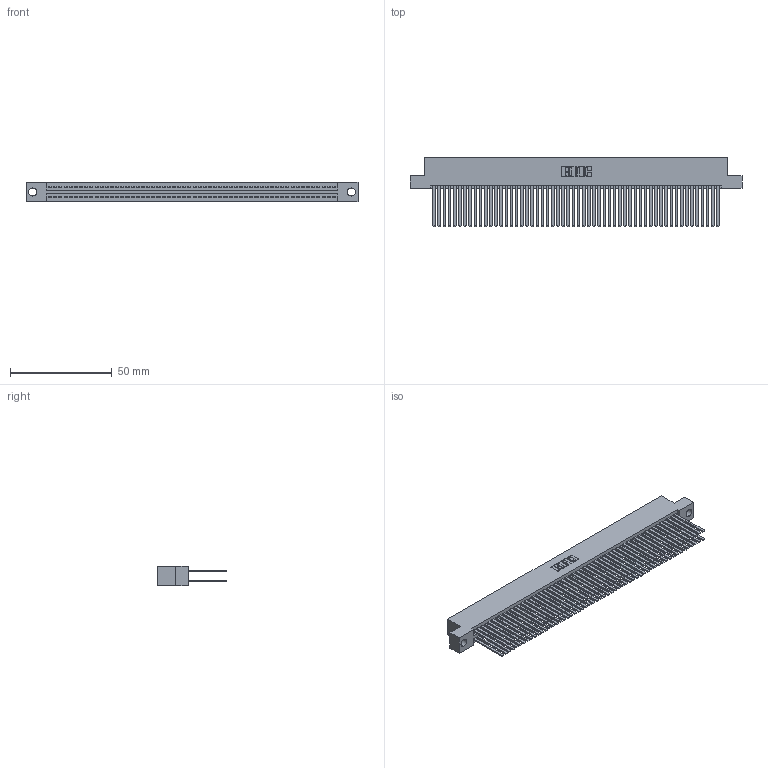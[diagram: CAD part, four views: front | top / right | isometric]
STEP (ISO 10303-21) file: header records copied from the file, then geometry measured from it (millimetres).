
FILE_DESCRIPTION (( 'STEP AP203' ), '1' );
FILE_NAME ('395-112-544-204.STEP', '2021-06-17T18:21:57', ( '' ), ( '' ), 'SwSTEP 2.0', 'SolidWorks 2020', '' );
FILE_SCHEMA (( 'CONFIG_CONTROL_DESIGN' ));
Length unit declared in the file: inch
Products named in the file (3): 345-292-001_345-293-144; 395-112-544-204; 345 Part_Flush Mounting Lugs - 0.156 Dia-TI
Assembly tree (113 placements, depth 2):
  395-112-544-204
    345 Part_Flush Mounting Lugs - 0.156 Dia-TI
    345-292-001_345-293-144  x112
Bounding box: 163.45 x 33.96 x 9.4 mm (x, y, z)
Volume: 17471.6 mm3; surface area: 30550.4 mm2
Topology: 113 solids, 113 shells, 5068 faces, 15049 edges, 9882 vertices
Faces by surface type: plane 3342, cylinder 1726
Entity records: 42289 total; most frequent: CARTESIAN_POINT 7078, ORIENTED_EDGE 7010, DIRECTION 6221, EDGE_CURVE 3505, VECTOR 3153, LINE 3153, VERTEX_POINT 2334, AXIS2_PLACEMENT_3D 1534
